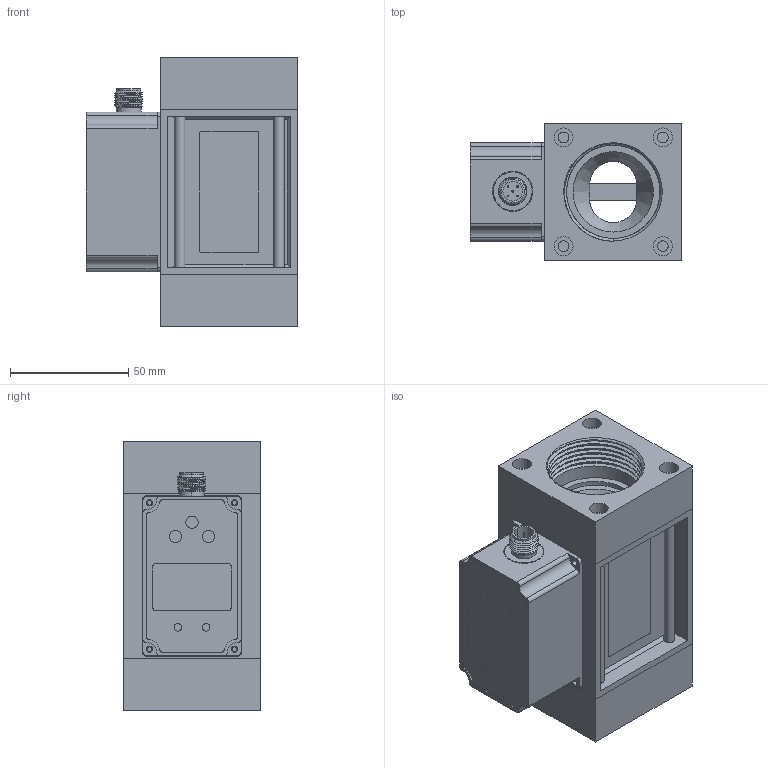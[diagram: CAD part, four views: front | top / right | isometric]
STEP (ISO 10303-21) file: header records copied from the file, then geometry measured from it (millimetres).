
FILE_DESCRIPTION(/* description */ (''),/* implementation_level */ '2;1');
FILE_NAME(/* name */ 'FTS500-250AG1-14K-口径DN250-G1-14内螺纹.stp',/* time_stamp */ '2022-09-20T10:09:08+08:00',/* author */ (''),/* organization */ (''),/* preprocessor_version */ 'ST-DEVELOPER v16',/* originating_system */ 'SIEMENS PLM Software NX 10.0',/* authorisation */ '');
FILE_SCHEMA (('CONFIG_CONTROL_DESIGN'));
Length unit declared in the file: millimetre
Products named in the file (1): FTS500-250A_stp
Bounding box: 89.5 x 58 x 114 mm (x, y, z)
Volume: 163080.1 mm3; surface area: 110253.6 mm2
Topology: 7 solids, 8 shells, 908 faces, 2416 edges, 1600 vertices
Faces by surface type: plane 517, cylinder 308, cone 37, bspline 18, torus 16, sphere 10, extrusion 2
Full cylindrical faces by diameter (mm): 1.6 x8, 2 x2, 2.05 x4, 3.2 x4, 3.3 x4, 4 x1, 4.5 x20, 5 x4, 5.2 x6, 6.5 x8, 7 x8, 8 x8, 34 x2, 39.5 x10, 40 x2
Entity records: 31670 total; most frequent: CARTESIAN_POINT 9781, DIRECTION 4437, ORIENTED_EDGE 4384, EDGE_CURVE 2192, VERTEX_POINT 1528, AXIS2_PLACEMENT_3D 1523, VECTOR 1391, LINE 1389
